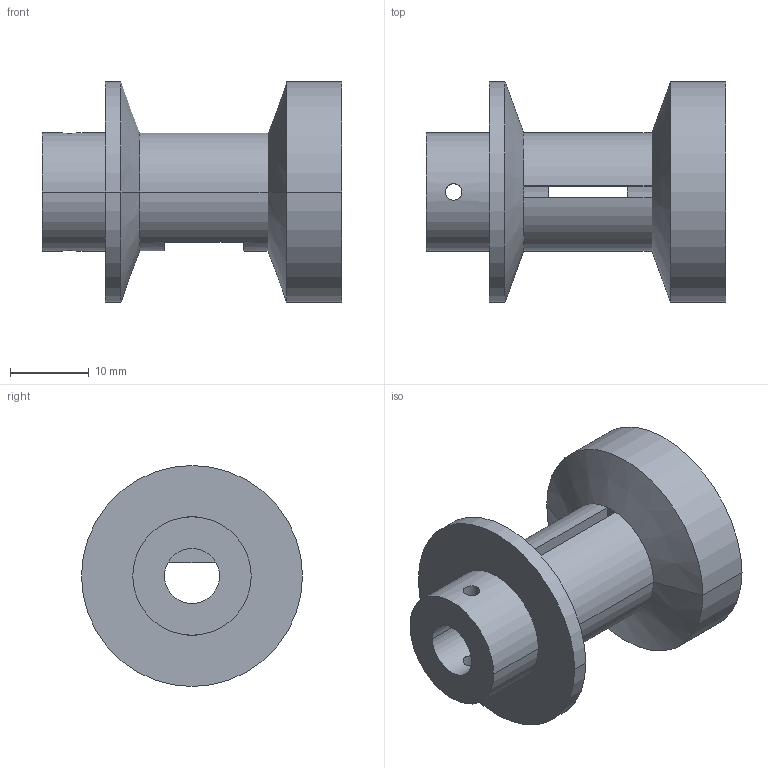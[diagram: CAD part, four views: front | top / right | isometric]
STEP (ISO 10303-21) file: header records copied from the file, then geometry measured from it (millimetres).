
FILE_DESCRIPTION (( 'STEP AP214' ), '1' );
FILE_NAME ('PoleaMotorGiraplatoGrande.STEP', '2024-03-12T12:01:07', ( '' ), ( '' ), 'SwSTEP 2.0', 'SolidWorks 2018', '' );
FILE_SCHEMA (( 'AUTOMOTIVE_DESIGN' ));
Length unit declared in the file: millimetre
Products named in the file (1): PoleaMotorGiraplatoGrande
Bounding box: 38 x 28 x 28 mm (x, y, z)
Volume: 9490.5 mm3; surface area: 5076.1 mm2
Topology: 1 solids, 1 shells, 39 faces, 92 edges, 56 vertices
Faces by surface type: cylinder 18, plane 17, cone 4
Entity records: 1260 total; most frequent: CARTESIAN_POINT 290, DIRECTION 204, ORIENTED_EDGE 184, EDGE_CURVE 92, AXIS2_PLACEMENT_3D 78, VERTEX_POINT 56, EDGE_LOOP 50, LINE 48
